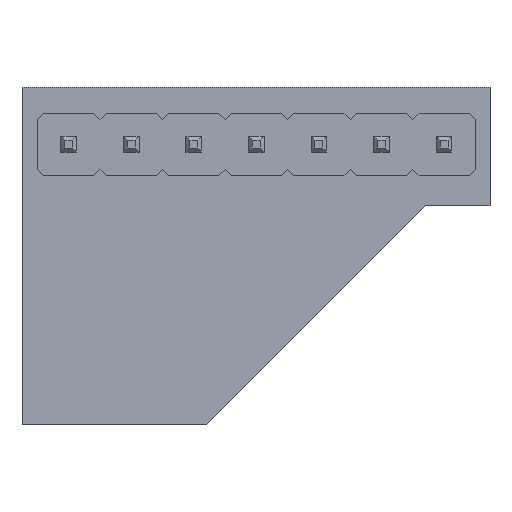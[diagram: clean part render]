
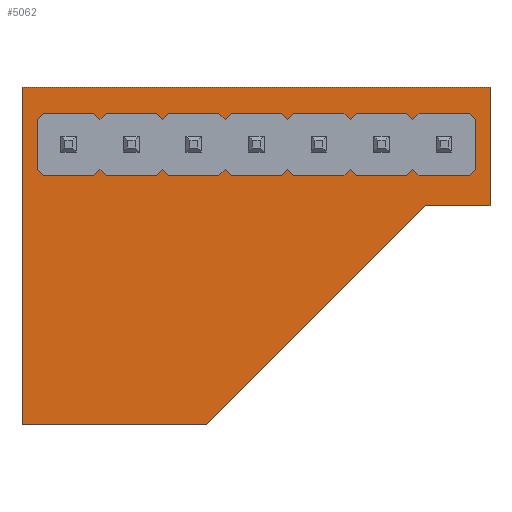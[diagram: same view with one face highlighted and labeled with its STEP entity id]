
A CAD part, top view. The second image highlights one B-rep face of the part: STEP entity #5062.
In plain terms, the highlighted planar face has unit normal (0, 0, 1).
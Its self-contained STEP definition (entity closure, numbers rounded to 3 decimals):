
#4890 = VERTEX_POINT('',#4891);
#4891 = CARTESIAN_POINT('',(55.9,-17.6,1.6));
#4897 = EDGE_CURVE('',#4890,#4898,#4900,.T.);
#4898 = VERTEX_POINT('',#4899);
#4899 = CARTESIAN_POINT('',(53.3,-17.6,1.6));
#4900 = LINE('',#4901,#4902);
#4901 = CARTESIAN_POINT('',(55.9,-17.6,1.6));
#4902 = VECTOR('',#4903,1.);
#4903 = DIRECTION('',(-1.,0.,0.));
#4930 = VERTEX_POINT('',#4931);
#4931 = CARTESIAN_POINT('',(55.9,-12.8,1.6));
#4937 = EDGE_CURVE('',#4930,#4890,#4938,.T.);
#4938 = LINE('',#4939,#4940);
#4939 = CARTESIAN_POINT('',(55.9,-12.8,1.6));
#4940 = VECTOR('',#4941,1.);
#4941 = DIRECTION('',(0.,-1.,0.));
#4959 = EDGE_CURVE('',#4898,#4960,#4962,.T.);
#4960 = VERTEX_POINT('',#4961);
#4961 = CARTESIAN_POINT('',(44.4,-26.5,1.6));
#4962 = LINE('',#4963,#4964);
#4963 = CARTESIAN_POINT('',(53.3,-17.6,1.6));
#4964 = VECTOR('',#4965,1.);
#4965 = DIRECTION('',(-0.707,-0.707,0.));
#5062 = ADVANCED_FACE('',(#5063,#5090,#5101,#5112,#5123),#5134,.F.);
#5063 = FACE_BOUND('',#5064,.F.);
#5064 = EDGE_LOOP('',(#5065,#5066,#5067,#5075,#5083,#5089));
#5065 = ORIENTED_EDGE('',*,*,#4897,.T.);
#5066 = ORIENTED_EDGE('',*,*,#4959,.T.);
#5067 = ORIENTED_EDGE('',*,*,#5068,.T.);
#5068 = EDGE_CURVE('',#4960,#5069,#5071,.T.);
#5069 = VERTEX_POINT('',#5070);
#5070 = CARTESIAN_POINT('',(36.9,-26.5,1.6));
#5071 = LINE('',#5072,#5073);
#5072 = CARTESIAN_POINT('',(44.4,-26.5,1.6));
#5073 = VECTOR('',#5074,1.);
#5074 = DIRECTION('',(-1.,0.,0.));
#5075 = ORIENTED_EDGE('',*,*,#5076,.T.);
#5076 = EDGE_CURVE('',#5069,#5077,#5079,.T.);
#5077 = VERTEX_POINT('',#5078);
#5078 = CARTESIAN_POINT('',(36.9,-12.8,1.6));
#5079 = LINE('',#5080,#5081);
#5080 = CARTESIAN_POINT('',(36.9,-26.5,1.6));
#5081 = VECTOR('',#5082,1.);
#5082 = DIRECTION('',(0.,1.,0.));
#5083 = ORIENTED_EDGE('',*,*,#5084,.T.);
#5084 = EDGE_CURVE('',#5077,#4930,#5085,.T.);
#5085 = LINE('',#5086,#5087);
#5086 = CARTESIAN_POINT('',(36.9,-12.8,1.6));
#5087 = VECTOR('',#5088,1.);
#5088 = DIRECTION('',(1.,0.,0.));
#5089 = ORIENTED_EDGE('',*,*,#4937,.T.);
#5090 = FACE_BOUND('',#5091,.F.);
#5091 = EDGE_LOOP('',(#5092));
#5092 = ORIENTED_EDGE('',*,*,#5093,.F.);
#5093 = EDGE_CURVE('',#5094,#5094,#5096,.T.);
#5094 = VERTEX_POINT('',#5095);
#5095 = CARTESIAN_POINT('',(54.035,-15.625,1.6));
#5096 = CIRCLE('',#5097,0.5);
#5097 = AXIS2_PLACEMENT_3D('',#5098,#5099,#5100);
#5098 = CARTESIAN_POINT('',(54.035,-15.125,1.6));
#5099 = DIRECTION('',(-0.,0.,-1.));
#5100 = DIRECTION('',(-0.,-1.,0.));
#5101 = FACE_BOUND('',#5102,.F.);
#5102 = EDGE_LOOP('',(#5103));
#5103 = ORIENTED_EDGE('',*,*,#5104,.F.);
#5104 = EDGE_CURVE('',#5105,#5105,#5107,.T.);
#5105 = VERTEX_POINT('',#5106);
#5106 = CARTESIAN_POINT('',(51.495,-15.625,1.6));
#5107 = CIRCLE('',#5108,0.5);
#5108 = AXIS2_PLACEMENT_3D('',#5109,#5110,#5111);
#5109 = CARTESIAN_POINT('',(51.495,-15.125,1.6));
#5110 = DIRECTION('',(-0.,0.,-1.));
#5111 = DIRECTION('',(-0.,-1.,0.));
#5112 = FACE_BOUND('',#5113,.F.);
#5113 = EDGE_LOOP('',(#5114));
#5114 = ORIENTED_EDGE('',*,*,#5115,.F.);
#5115 = EDGE_CURVE('',#5116,#5116,#5118,.T.);
#5116 = VERTEX_POINT('',#5117);
#5117 = CARTESIAN_POINT('',(41.335,-15.625,1.6));
#5118 = CIRCLE('',#5119,0.5);
#5119 = AXIS2_PLACEMENT_3D('',#5120,#5121,#5122);
#5120 = CARTESIAN_POINT('',(41.335,-15.125,1.6));
#5121 = DIRECTION('',(-0.,0.,-1.));
#5122 = DIRECTION('',(-0.,-1.,0.));
#5123 = FACE_BOUND('',#5124,.F.);
#5124 = EDGE_LOOP('',(#5125));
#5125 = ORIENTED_EDGE('',*,*,#5126,.F.);
#5126 = EDGE_CURVE('',#5127,#5127,#5129,.T.);
#5127 = VERTEX_POINT('',#5128);
#5128 = CARTESIAN_POINT('',(38.795,-15.625,1.6));
#5129 = CIRCLE('',#5130,0.5);
#5130 = AXIS2_PLACEMENT_3D('',#5131,#5132,#5133);
#5131 = CARTESIAN_POINT('',(38.795,-15.125,1.6));
#5132 = DIRECTION('',(-0.,0.,-1.));
#5133 = DIRECTION('',(-0.,-1.,0.));
#5134 = PLANE('',#5135);
#5135 = AXIS2_PLACEMENT_3D('',#5136,#5137,#5138);
#5136 = CARTESIAN_POINT('',(45.145,-18.4,1.6));
#5137 = DIRECTION('',(-0.,-0.,-1.));
#5138 = DIRECTION('',(-1.,0.,0.));
